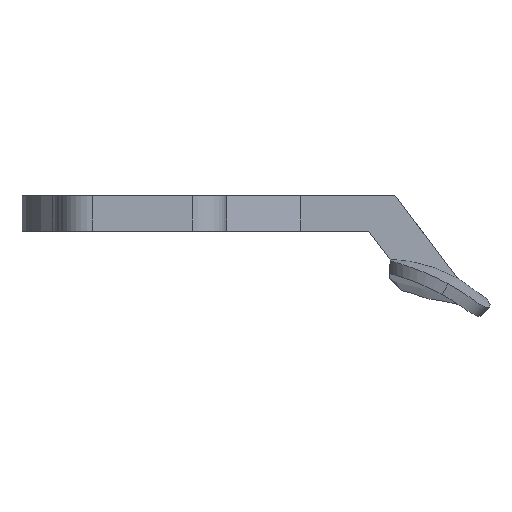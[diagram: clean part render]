
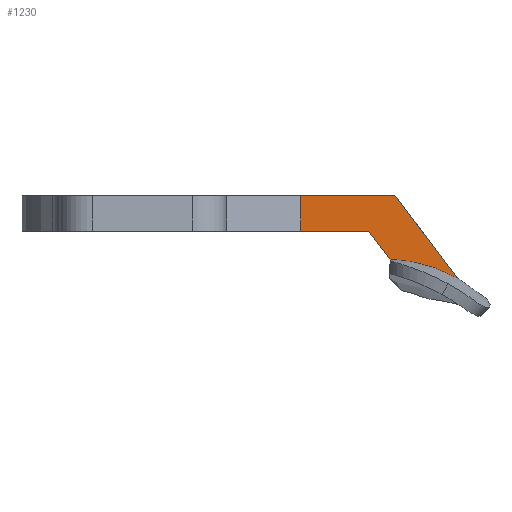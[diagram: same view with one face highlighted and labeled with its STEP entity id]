
A CAD part, left-side view. The second image highlights one B-rep face of the part: STEP entity #1230.
In plain terms, the highlighted planar face has unit normal (-1, 0, 0).
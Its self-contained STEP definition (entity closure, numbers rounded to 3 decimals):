
#84=PLANE('',#1319);
#115=LINE('',#4011,#221);
#118=LINE('',#4017,#224);
#119=LINE('',#4019,#225);
#120=LINE('',#4021,#226);
#121=LINE('',#4022,#227);
#221=VECTOR('',#1411,1000.);
#224=VECTOR('',#1416,1000.);
#225=VECTOR('',#1417,1000.);
#226=VECTOR('',#1418,1000.);
#227=VECTOR('',#1419,1000.);
#330=FACE_OUTER_BOUND('',#400,.T.);
#400=EDGE_LOOP('',(#867,#868,#869,#870,#871,#872,#873));
#472=B_SPLINE_CURVE_WITH_KNOTS('',3,(#1898,#1899,#1900,#1901,#1902,#1903),
 .UNSPECIFIED.,.F.,.F.,(4,2,4),(0.003,0.14,0.277),
 .UNSPECIFIED.);
#482=B_SPLINE_CURVE_WITH_KNOTS('',3,(#2748,#2749,#2750,#2751),
 .UNSPECIFIED.,.F.,.F.,(4,4),(0.058,0.06),
 .UNSPECIFIED.);
#521=VERTEX_POINT('',#1892);
#522=VERTEX_POINT('',#1897);
#532=VERTEX_POINT('',#2747);
#535=VERTEX_POINT('',#4010);
#537=VERTEX_POINT('',#4016);
#538=VERTEX_POINT('',#4018);
#539=VERTEX_POINT('',#4020);
#640=EDGE_CURVE('',#522,#521,#472,.T.);
#653=EDGE_CURVE('',#532,#522,#482,.T.);
#660=EDGE_CURVE('',#535,#532,#115,.T.);
#663=EDGE_CURVE('',#521,#537,#118,.T.);
#664=EDGE_CURVE('',#537,#538,#119,.T.);
#665=EDGE_CURVE('',#539,#538,#120,.T.);
#666=EDGE_CURVE('',#535,#539,#121,.T.);
#867=ORIENTED_EDGE('',*,*,#653,.T.);
#868=ORIENTED_EDGE('',*,*,#640,.T.);
#869=ORIENTED_EDGE('',*,*,#663,.T.);
#870=ORIENTED_EDGE('',*,*,#664,.T.);
#871=ORIENTED_EDGE('',*,*,#665,.F.);
#872=ORIENTED_EDGE('',*,*,#666,.F.);
#873=ORIENTED_EDGE('',*,*,#660,.T.);
#1230=ADVANCED_FACE('',(#330),#84,.F.);
#1319=AXIS2_PLACEMENT_3D('',#4015,#1414,#1415);
#1411=DIRECTION('',(0.,0.602,0.799));
#1414=DIRECTION('center_axis',(1.,0.,0.));
#1415=DIRECTION('ref_axis',(0.,0.,-1.));
#1416=DIRECTION('',(0.,-0.602,-0.799));
#1417=DIRECTION('',(0.,-1.,0.));
#1418=DIRECTION('',(0.,0.,-1.));
#1419=DIRECTION('',(0.,-1.,0.));
#1892=CARTESIAN_POINT('',(-2.5,3.427,0.207));
#1897=CARTESIAN_POINT('',(-2.5,0.273,-0.679));
#1898=CARTESIAN_POINT('Ctrl Pts',(-2.5,0.273,-0.679));
#1899=CARTESIAN_POINT('Ctrl Pts',(-2.5,0.731,-0.661));
#1900=CARTESIAN_POINT('Ctrl Pts',(-2.5,1.229,-0.6));
#1901=CARTESIAN_POINT('Ctrl Pts',(-2.5,2.361,-0.301));
#1902=CARTESIAN_POINT('Ctrl Pts',(-2.5,2.912,-0.08));
#1903=CARTESIAN_POINT('Ctrl Pts',(-2.5,3.427,0.207));
#2747=CARTESIAN_POINT('',(-2.5,0.272,-0.657));
#2748=CARTESIAN_POINT('Ctrl Pts',(-2.5,0.272,-0.657));
#2749=CARTESIAN_POINT('Ctrl Pts',(-2.5,0.273,-0.664));
#2750=CARTESIAN_POINT('Ctrl Pts',(-2.5,0.273,-0.672));
#2751=CARTESIAN_POINT('Ctrl Pts',(-2.5,0.273,-0.679));
#4010=CARTESIAN_POINT('',(-2.5,-0.74,-2.));
#4011=CARTESIAN_POINT('',(-2.5,-0.74,-2.));
#4015=CARTESIAN_POINT('Origin',(-2.5,-3.934,7.445));
#4016=CARTESIAN_POINT('',(-2.5,0.501,-3.676));
#4017=CARTESIAN_POINT('',(-2.5,0.501,-3.676));
#4018=CARTESIAN_POINT('',(-2.5,-3.934,-3.676));
#4019=CARTESIAN_POINT('',(-2.5,-3.934,-3.676));
#4020=CARTESIAN_POINT('',(-2.5,-3.934,-2.));
#4021=CARTESIAN_POINT('',(-2.5,-3.934,7.445));
#4022=CARTESIAN_POINT('',(-2.5,-3.934,-2.));
